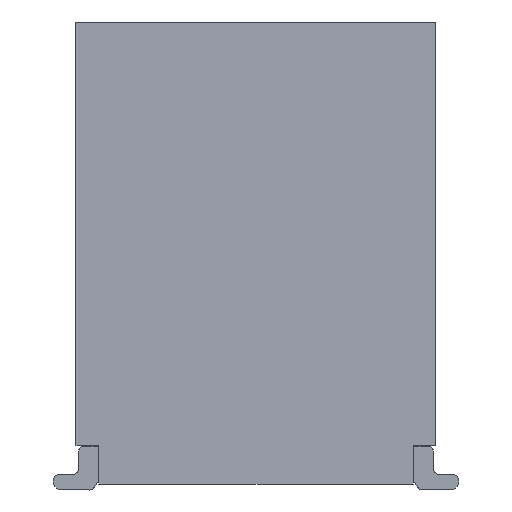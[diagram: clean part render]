
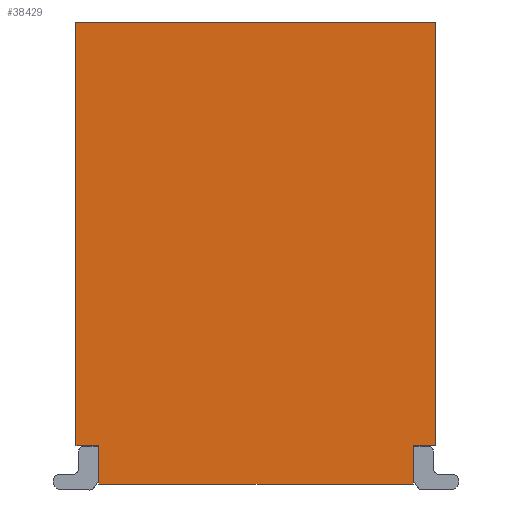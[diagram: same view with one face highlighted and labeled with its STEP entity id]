
A CAD part, left-side view. The second image highlights one B-rep face of the part: STEP entity #38429.
In plain terms, the highlighted planar face has unit normal (-1, 0, 0).
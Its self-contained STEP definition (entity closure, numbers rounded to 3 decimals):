
#4466=CARTESIAN_POINT('',(-6.3,-1.5,1.675));
#4467=VERTEX_POINT('',#4466);
#4507=CARTESIAN_POINT('',(-6.3,1.5,1.675));
#4508=VERTEX_POINT('',#4507);
#4515=CARTESIAN_POINT('',(-6.3,1.5,1.675));
#4516=DIRECTION('',(0.,-1.,0.));
#4517=VECTOR('',#4516,3.);
#4518=LINE('',#4515,#4517);
#4519=EDGE_CURVE('',#4508,#4467,#4518,.T.);
#38367=CARTESIAN_POINT('',(-6.3,0.,-0.25));
#38368=DIRECTION('',(0.,0.,-1.));
#38369=DIRECTION('',(-1.,-0.,-0.));
#38370=AXIS2_PLACEMENT_3D('',#38367,#38369,#38368);
#38371=PLANE('',#38370);
#38372=CARTESIAN_POINT('',(-6.3,-1.31,-1.855));
#38373=VERTEX_POINT('',#38372);
#38374=CARTESIAN_POINT('',(-6.3,-1.5,-1.855));
#38375=VERTEX_POINT('',#38374);
#38376=CARTESIAN_POINT('',(-6.3,-1.31,-1.855));
#38377=DIRECTION('',(0.,-1.,0.));
#38378=VECTOR('',#38377,0.19);
#38379=LINE('',#38376,#38378);
#38380=EDGE_CURVE('',#38373,#38375,#38379,.T.);
#38381=ORIENTED_EDGE('',*,*,#38380,.T.);
#38382=CARTESIAN_POINT('',(-6.3,-1.5,1.675));
#38383=DIRECTION('',(0.,0.,-1.));
#38384=VECTOR('',#38383,3.53);
#38385=LINE('',#38382,#38384);
#38386=EDGE_CURVE('',#4467,#38375,#38385,.T.);
#38387=ORIENTED_EDGE('',*,*,#38386,.F.);
#38388=ORIENTED_EDGE('',*,*,#4519,.F.);
#38389=CARTESIAN_POINT('',(-6.3,1.5,-1.855));
#38390=VERTEX_POINT('',#38389);
#38391=CARTESIAN_POINT('',(-6.3,1.5,-1.855));
#38392=DIRECTION('',(0.,0.,1.));
#38393=VECTOR('',#38392,3.53);
#38394=LINE('',#38391,#38393);
#38395=EDGE_CURVE('',#38390,#4508,#38394,.T.);
#38396=ORIENTED_EDGE('',*,*,#38395,.F.);
#38397=CARTESIAN_POINT('',(-6.3,1.31,-1.855));
#38398=VERTEX_POINT('',#38397);
#38399=CARTESIAN_POINT('',(-6.3,1.5,-1.855));
#38400=DIRECTION('',(0.,-1.,0.));
#38401=VECTOR('',#38400,0.19);
#38402=LINE('',#38399,#38401);
#38403=EDGE_CURVE('',#38390,#38398,#38402,.T.);
#38404=ORIENTED_EDGE('',*,*,#38403,.T.);
#38405=CARTESIAN_POINT('',(-6.3,1.31,-2.175));
#38406=VERTEX_POINT('',#38405);
#38407=CARTESIAN_POINT('',(-6.3,1.31,-1.855));
#38408=DIRECTION('',(0.,0.,-1.));
#38409=VECTOR('',#38408,0.32);
#38410=LINE('',#38407,#38409);
#38411=EDGE_CURVE('',#38398,#38406,#38410,.T.);
#38412=ORIENTED_EDGE('',*,*,#38411,.T.);
#38413=CARTESIAN_POINT('',(-6.3,-1.31,-2.175));
#38414=VERTEX_POINT('',#38413);
#38415=CARTESIAN_POINT('',(-6.3,1.31,-2.175));
#38416=DIRECTION('',(0.,-1.,0.));
#38417=VECTOR('',#38416,2.62);
#38418=LINE('',#38415,#38417);
#38419=EDGE_CURVE('',#38406,#38414,#38418,.T.);
#38420=ORIENTED_EDGE('',*,*,#38419,.T.);
#38421=CARTESIAN_POINT('',(-6.3,-1.31,-2.175));
#38422=DIRECTION('',(0.,0.,1.));
#38423=VECTOR('',#38422,0.32);
#38424=LINE('',#38421,#38423);
#38425=EDGE_CURVE('',#38414,#38373,#38424,.T.);
#38426=ORIENTED_EDGE('',*,*,#38425,.T.);
#38427=EDGE_LOOP('',(#38381,#38387,#38388,#38396,#38404,#38412,#38420,#38426));
#38428=FACE_OUTER_BOUND('',#38427,.T.);
#38429=ADVANCED_FACE('',(#38428),#38371,.T.);
